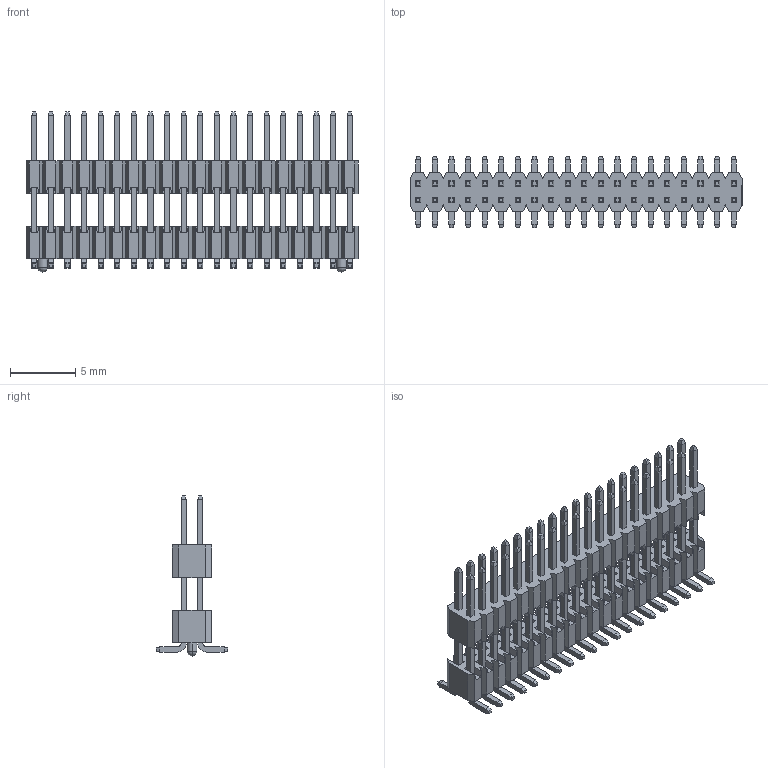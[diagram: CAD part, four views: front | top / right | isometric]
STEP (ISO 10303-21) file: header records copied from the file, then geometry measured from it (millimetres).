
FILE_DESCRIPTION (( 'STEP AP214' ), '1' );
FILE_NAME ('FPH12749-D40S1014100910M-REF.STEP', '2026-01-15T02:24:39', ( '' ), ( '' ), 'SwSTEP 2.0', 'SolidWorks 2021', '' );
FILE_SCHEMA (( 'AUTOMOTIVE_DESIGN' ));
Length unit declared in the file: millimetre
Products named in the file (1): FPH12749-D40S1014100910M-REF
Bounding box: 25.4 x 5.5 x 12.25 mm (x, y, z)
Volume: 388.4 mm3; surface area: 1355 mm2
Topology: 1 solids, 1 shells, 1582 faces, 4082 edges, 2582 vertices
Faces by surface type: plane 1494, cylinder 84, sphere 4
Entity records: 46868 total; most frequent: CARTESIAN_POINT 8235, ORIENTED_EDGE 8148, DIRECTION 7412, EDGE_CURVE 4074, VECTOR 3902, LINE 3902, VERTEX_POINT 2578, AXIS2_PLACEMENT_3D 1755
